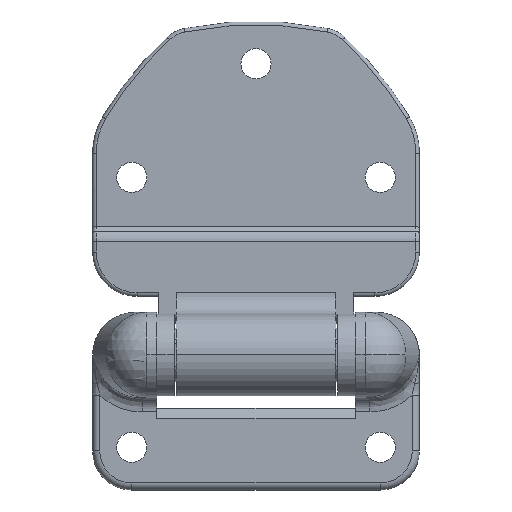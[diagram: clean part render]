
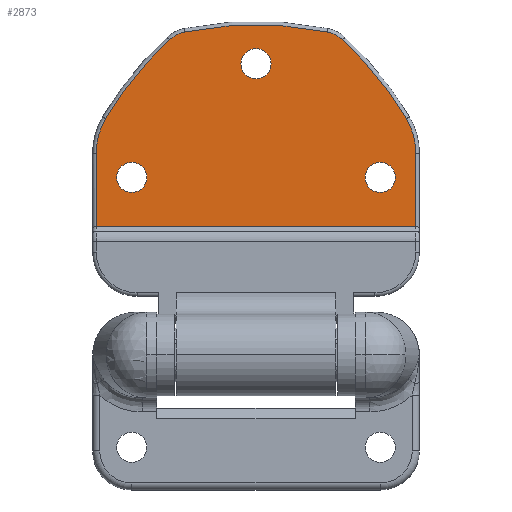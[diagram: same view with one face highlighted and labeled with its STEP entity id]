
A CAD part, top view. The second image highlights one B-rep face of the part: STEP entity #2873.
In plain terms, the highlighted planar face has unit normal (0, 0, 1).
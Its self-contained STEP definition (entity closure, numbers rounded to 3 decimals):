
#1022 = CARTESIAN_POINT ( 'NONE',  ( -39.25, 50., -8. ) ) ;
#1153 = CARTESIAN_POINT ( 'NONE',  ( -45., 36.157, -8. ) ) ;
#1235 = DIRECTION ( 'NONE',  ( -1., 0., 0. ) ) ;
#1236 = VECTOR ( 'NONE', #1235, 1000. ) ;
#1237 = CARTESIAN_POINT ( 'NONE',  ( 46., 36.157, -8. ) ) ;
#1238 = LINE ( 'NONE', #1237, #1236 ) ;
#1365 = CARTESIAN_POINT ( 'NONE',  ( 45., 36.157, -8. ) ) ;
#1432 = CARTESIAN_POINT ( 'NONE',  ( 45., 56.84, -8. ) ) ;
#1433 = DIRECTION ( 'NONE',  ( 0., 1., 0. ) ) ;
#1434 = VECTOR ( 'NONE', #1433, 1000. ) ;
#1435 = CARTESIAN_POINT ( 'NONE',  ( 45., 56.84, -8. ) ) ;
#1436 = LINE ( 'NONE', #1435, #1434 ) ;
#1555 = DIRECTION ( 'NONE',  ( 0., -1., 0. ) ) ;
#1556 = VECTOR ( 'NONE', #1555, 1000. ) ;
#1557 = CARTESIAN_POINT ( 'NONE',  ( -45., 94., -8. ) ) ;
#1558 = LINE ( 'NONE', #1557, #1556 ) ;
#1559 = CARTESIAN_POINT ( 'NONE',  ( -45., 56.84, -8. ) ) ;
#1569 = CARTESIAN_POINT ( 'NONE',  ( -42.34, 66.535, -8. ) ) ;
#1612 = DIRECTION ( 'NONE',  ( 1., 0., 0. ) ) ;
#1613 = DIRECTION ( 'NONE',  ( 0., 0., 1. ) ) ;
#1614 = CARTESIAN_POINT ( 'NONE',  ( -35., 50., -8. ) ) ;
#1615 = AXIS2_PLACEMENT_3D ( 'NONE', #1614, #1613, #1612 ) ;
#1616 = CIRCLE ( 'NONE', #1615, 4.25 ) ;
#1618 = DIRECTION ( 'NONE',  ( 1., 0., 0. ) ) ;
#1619 = DIRECTION ( 'NONE',  ( 0., 0., 1. ) ) ;
#1620 = CARTESIAN_POINT ( 'NONE',  ( 35., 50., -8. ) ) ;
#1621 = AXIS2_PLACEMENT_3D ( 'NONE', #1620, #1619, #1618 ) ;
#1622 = CIRCLE ( 'NONE', #1621, 4.25 ) ;
#1628 = DIRECTION ( 'NONE',  ( -1., 0., 0. ) ) ;
#1629 = DIRECTION ( 'NONE',  ( 0., 0., 1. ) ) ;
#1630 = CARTESIAN_POINT ( 'NONE',  ( -42.802, 16.019, -8. ) ) ;
#1631 = AXIS2_PLACEMENT_3D ( 'NONE', #1630, #1629, #1628 ) ;
#1632 = CIRCLE ( 'NONE', #1631, 99. ) ;
#1658 = DIRECTION ( 'NONE',  ( -1., 0., 0. ) ) ;
#1659 = DIRECTION ( 'NONE',  ( 0., 0., 1. ) ) ;
#1660 = CARTESIAN_POINT ( 'NONE',  ( -26., 56.84, -8. ) ) ;
#1661 = AXIS2_PLACEMENT_3D ( 'NONE', #1660, #1659, #1658 ) ;
#1671 = CARTESIAN_POINT ( 'NONE',  ( 24.378, 88.737, -8. ) ) ;
#1733 = CIRCLE ( 'NONE', #1661, 19. ) ;
#1744 = DIRECTION ( 'NONE',  ( -1., 0., 0. ) ) ;
#1745 = DIRECTION ( 'NONE',  ( 0., 0., 1. ) ) ;
#1746 = CARTESIAN_POINT ( 'NONE',  ( 26., 56.84, -8. ) ) ;
#1747 = AXIS2_PLACEMENT_3D ( 'NONE', #1746, #1745, #1744 ) ;
#1748 = CIRCLE ( 'NONE', #1747, 19. ) ;
#1756 = DIRECTION ( 'NONE',  ( -1., 0., 0. ) ) ;
#1757 = DIRECTION ( 'NONE',  ( 0., 0., -1. ) ) ;
#1758 = CARTESIAN_POINT ( 'NONE',  ( 46., 94., -8. ) ) ;
#1759 = AXIS2_PLACEMENT_3D ( 'NONE', #1758, #1757, #1756 ) ;
#1760 = PLANE ( 'NONE',  #1759 ) ;
#1761 = FACE_OUTER_BOUND ( 'NONE', #2835, .T. ) ;
#1762 = FACE_BOUND ( 'NONE', #2905, .T. ) ;
#1763 = FACE_BOUND ( 'NONE', #2974, .T. ) ;
#1764 = FACE_BOUND ( 'NONE', #2870, .T. ) ;
#1778 = DIRECTION ( 'NONE',  ( -1., 0., 0. ) ) ;
#1779 = DIRECTION ( 'NONE',  ( 0., 0., 1. ) ) ;
#1780 = CARTESIAN_POINT ( 'NONE',  ( 18.271, 82.126, -8. ) ) ;
#1781 = AXIS2_PLACEMENT_3D ( 'NONE', #1780, #1779, #1778 ) ;
#1782 = CIRCLE ( 'NONE', #1781, 9. ) ;
#1792 = DIRECTION ( 'NONE',  ( -1., 0., 0. ) ) ;
#1793 = DIRECTION ( 'NONE',  ( 0., 0., 1. ) ) ;
#1794 = CARTESIAN_POINT ( 'NONE',  ( 42.802, 16.019, -8. ) ) ;
#1795 = AXIS2_PLACEMENT_3D ( 'NONE', #1794, #1793, #1792 ) ;
#1808 = CARTESIAN_POINT ( 'NONE',  ( -24.378, 88.737, -8. ) ) ;
#1809 = DIRECTION ( 'NONE',  ( -1., 0., 0. ) ) ;
#1810 = DIRECTION ( 'NONE',  ( 0., 0., 1. ) ) ;
#1811 = CARTESIAN_POINT ( 'NONE',  ( -18.271, 82.126, -8. ) ) ;
#1812 = AXIS2_PLACEMENT_3D ( 'NONE', #1811, #1810, #1809 ) ;
#1813 = CIRCLE ( 'NONE', #1812, 9. ) ;
#1839 = CARTESIAN_POINT ( 'NONE',  ( 42.34, 66.535, -8. ) ) ;
#1853 = DIRECTION ( 'NONE',  ( 1., 0., 0. ) ) ;
#1854 = DIRECTION ( 'NONE',  ( 0., 0., 1. ) ) ;
#1855 = CARTESIAN_POINT ( 'NONE',  ( 0., 82., -8. ) ) ;
#1856 = AXIS2_PLACEMENT_3D ( 'NONE', #1855, #1854, #1853 ) ;
#1857 = CIRCLE ( 'NONE', #1795, 99. ) ;
#1858 = CARTESIAN_POINT ( 'NONE',  ( 0., -6., -8. ) ) ;
#1867 = CARTESIAN_POINT ( 'NONE',  ( -20.098, 90.939, -8. ) ) ;
#1868 = DIRECTION ( 'NONE',  ( -1., 0., 0. ) ) ;
#1875 = CIRCLE ( 'NONE', #1856, 4.25 ) ;
#1876 = CIRCLE ( 'NONE', #1893, 99. ) ;
#1881 = CARTESIAN_POINT ( 'NONE',  ( 20.098, 90.939, -8. ) ) ;
#1892 = DIRECTION ( 'NONE',  ( 0., 0., 1. ) ) ;
#1893 = AXIS2_PLACEMENT_3D ( 'NONE', #1858, #1892, #1868 ) ;
#2353 = VERTEX_POINT ( 'NONE', #5430 ) ;
#2355 = EDGE_CURVE ( 'NONE', #2353, #2356, #5429, .T. ) ;
#2356 = VERTEX_POINT ( 'NONE', #5424 ) ;
#2450 = VERTEX_POINT ( 'NONE', #5310 ) ;
#2452 = EDGE_CURVE ( 'NONE', #2450, #2453, #5551, .T. ) ;
#2453 = VERTEX_POINT ( 'NONE', #5547 ) ;
#2454 = EDGE_CURVE ( 'NONE', #2468, #2456, #5546, .T. ) ;
#2456 = VERTEX_POINT ( 'NONE', #5535 ) ;
#2468 = VERTEX_POINT ( 'NONE', #1022 ) ;
#2604 = EDGE_CURVE ( 'NONE', #2694, #2638, #1238, .T. ) ;
#2638 = VERTEX_POINT ( 'NONE', #1153 ) ;
#2694 = VERTEX_POINT ( 'NONE', #1365 ) ;
#2757 = ORIENTED_EDGE ( 'NONE', *, *, #2604, .F. ) ;
#2758 = ORIENTED_EDGE ( 'NONE', *, *, #2759, .T. ) ;
#2759 = EDGE_CURVE ( 'NONE', #2694, #2760, #1436, .T. ) ;
#2760 = VERTEX_POINT ( 'NONE', #1432 ) ;
#2761 = VERTEX_POINT ( 'NONE', #1559 ) ;
#2762 = ORIENTED_EDGE ( 'NONE', *, *, #2763, .T. ) ;
#2763 = EDGE_CURVE ( 'NONE', #2761, #2638, #1558, .T. ) ;
#2767 = ORIENTED_EDGE ( 'NONE', *, *, #2355, .F. ) ;
#2835 = EDGE_LOOP ( 'NONE', ( #2836, #2762, #2757, #2758, #3022, #2955, #2925, #3023, #3003, #2969 ) ) ;
#2836 = ORIENTED_EDGE ( 'NONE', *, *, #2837, .T. ) ;
#2837 = EDGE_CURVE ( 'NONE', #2838, #2761, #1733, .T. ) ;
#2838 = VERTEX_POINT ( 'NONE', #1569 ) ;
#2863 = ORIENTED_EDGE ( 'NONE', *, *, #2973, .F. ) ;
#2870 = EDGE_LOOP ( 'NONE', ( #2895, #2992 ) ) ;
#2873 = ADVANCED_FACE ( 'NONE', ( #1764, #1763, #1762, #1761 ), #1760, .F. ) ;
#2895 = ORIENTED_EDGE ( 'NONE', *, *, #2991, .F. ) ;
#2905 = EDGE_LOOP ( 'NONE', ( #2971, #2767 ) ) ;
#2907 = EDGE_CURVE ( 'NONE', #2760, #3021, #1748, .T. ) ;
#2913 = ORIENTED_EDGE ( 'NONE', *, *, #2452, .F. ) ;
#2925 = ORIENTED_EDGE ( 'NONE', *, *, #3046, .T. ) ;
#2955 = ORIENTED_EDGE ( 'NONE', *, *, #2968, .T. ) ;
#2956 = VERTEX_POINT ( 'NONE', #1671 ) ;
#2968 = EDGE_CURVE ( 'NONE', #3021, #2956, #1632, .T. ) ;
#2969 = ORIENTED_EDGE ( 'NONE', *, *, #3024, .T. ) ;
#2971 = ORIENTED_EDGE ( 'NONE', *, *, #3051, .F. ) ;
#2973 = EDGE_CURVE ( 'NONE', #2453, #2450, #1622, .T. ) ;
#2974 = EDGE_LOOP ( 'NONE', ( #2863, #2913 ) ) ;
#2991 = EDGE_CURVE ( 'NONE', #2456, #2468, #1616, .T. ) ;
#2992 = ORIENTED_EDGE ( 'NONE', *, *, #2454, .F. ) ;
#3003 = ORIENTED_EDGE ( 'NONE', *, *, #3037, .T. ) ;
#3012 = VERTEX_POINT ( 'NONE', #1881 ) ;
#3021 = VERTEX_POINT ( 'NONE', #1839 ) ;
#3022 = ORIENTED_EDGE ( 'NONE', *, *, #2907, .T. ) ;
#3023 = ORIENTED_EDGE ( 'NONE', *, *, #3032, .T. ) ;
#3024 = EDGE_CURVE ( 'NONE', #3038, #2838, #1857, .T. ) ;
#3032 = EDGE_CURVE ( 'NONE', #3012, #3033, #1876, .T. ) ;
#3033 = VERTEX_POINT ( 'NONE', #1867 ) ;
#3037 = EDGE_CURVE ( 'NONE', #3033, #3038, #1813, .T. ) ;
#3038 = VERTEX_POINT ( 'NONE', #1808 ) ;
#3046 = EDGE_CURVE ( 'NONE', #2956, #3012, #1782, .T. ) ;
#3051 = EDGE_CURVE ( 'NONE', #2356, #2353, #1875, .T. ) ;
#5310 = CARTESIAN_POINT ( 'NONE',  ( 30.75, 50., -8. ) ) ;
#5424 = CARTESIAN_POINT ( 'NONE',  ( 4.25, 82., -8. ) ) ;
#5425 = DIRECTION ( 'NONE',  ( 1., 0., 0. ) ) ;
#5426 = DIRECTION ( 'NONE',  ( 0., 0., 1. ) ) ;
#5427 = CARTESIAN_POINT ( 'NONE',  ( 0., 82., -8. ) ) ;
#5428 = AXIS2_PLACEMENT_3D ( 'NONE', #5427, #5426, #5425 ) ;
#5429 = CIRCLE ( 'NONE', #5428, 4.25 ) ;
#5430 = CARTESIAN_POINT ( 'NONE',  ( -4.25, 82., -8. ) ) ;
#5535 = CARTESIAN_POINT ( 'NONE',  ( -30.75, 50., -8. ) ) ;
#5536 = DIRECTION ( 'NONE',  ( 1., 0., 0. ) ) ;
#5537 = DIRECTION ( 'NONE',  ( 0., 0., 1. ) ) ;
#5538 = CARTESIAN_POINT ( 'NONE',  ( -35., 50., -8. ) ) ;
#5545 = AXIS2_PLACEMENT_3D ( 'NONE', #5538, #5537, #5536 ) ;
#5546 = CIRCLE ( 'NONE', #5545, 4.25 ) ;
#5547 = CARTESIAN_POINT ( 'NONE',  ( 39.25, 50., -8. ) ) ;
#5548 = DIRECTION ( 'NONE',  ( 1., 0., 0. ) ) ;
#5549 = DIRECTION ( 'NONE',  ( 0., 0., 1. ) ) ;
#5550 = AXIS2_PLACEMENT_3D ( 'NONE', #5553, #5549, #5548 ) ;
#5551 = CIRCLE ( 'NONE', #5550, 4.25 ) ;
#5553 = CARTESIAN_POINT ( 'NONE',  ( 35., 50., -8. ) ) ;
